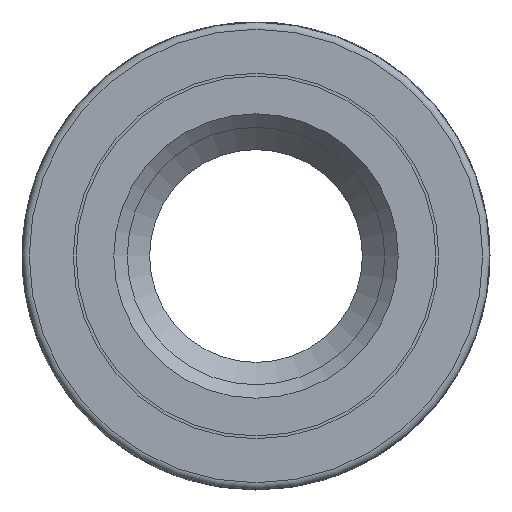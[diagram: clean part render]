
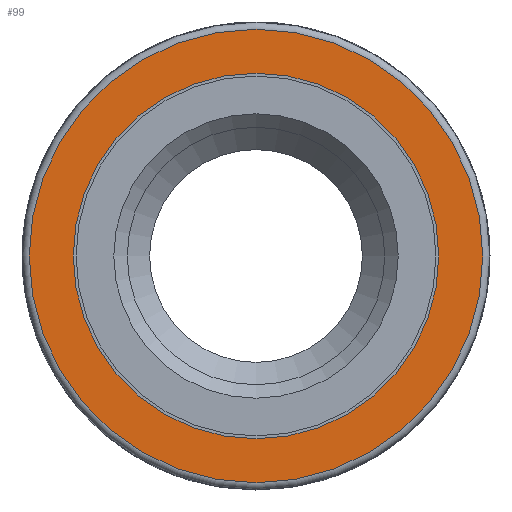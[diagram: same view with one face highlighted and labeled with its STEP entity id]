
A CAD part, left-side view. The second image highlights one B-rep face of the part: STEP entity #99.
In plain terms, the highlighted planar face has unit normal (-1, 0, 0).
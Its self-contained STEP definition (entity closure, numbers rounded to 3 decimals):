
#99 = ADVANCED_FACE( '', ( #214, #215 ), #216, .F. );
#214 = FACE_OUTER_BOUND( '', #380, .T. );
#215 = FACE_BOUND( '', #381, .T. );
#216 = PLANE( '', #382 );
#380 = EDGE_LOOP( '', ( #640 ) );
#381 = EDGE_LOOP( '', ( #641 ) );
#382 = AXIS2_PLACEMENT_3D( '', #642, #643, #644 );
#640 = ORIENTED_EDGE( '', *, *, #1058, .F. );
#641 = ORIENTED_EDGE( '', *, *, #1018, .T. );
#642 = CARTESIAN_POINT( '', ( -25., 0., 0. ) );
#643 = DIRECTION( '', ( 1., 0., 0. ) );
#644 = DIRECTION( '', ( 0., 0., -1. ) );
#1018 = EDGE_CURVE( '', #1193, #1193, #1194, .T. );
#1058 = EDGE_CURVE( '', #1267, #1267, #1268, .T. );
#1193 = VERTEX_POINT( '', #1478 );
#1194 = CIRCLE( '', #1479, 12.89 );
#1267 = VERTEX_POINT( '', #1570 );
#1268 = CIRCLE( '', #1571, 15.99 );
#1478 = CARTESIAN_POINT( '', ( -25., 0., -12.89 ) );
#1479 = AXIS2_PLACEMENT_3D( '', #1878, #1879, #1880 );
#1570 = CARTESIAN_POINT( '', ( -25., 0., -15.99 ) );
#1571 = AXIS2_PLACEMENT_3D( '', #1962, #1963, #1964 );
#1878 = CARTESIAN_POINT( '', ( -25., 0., 0. ) );
#1879 = DIRECTION( '', ( 1., 0., 0. ) );
#1880 = DIRECTION( '', ( 0., 0., -1. ) );
#1962 = CARTESIAN_POINT( '', ( -25., 0., 0. ) );
#1963 = DIRECTION( '', ( 1., 0., 0. ) );
#1964 = DIRECTION( '', ( 0., 0., -1. ) );
